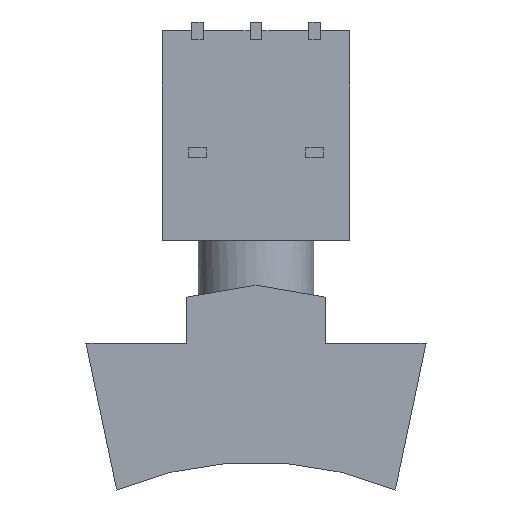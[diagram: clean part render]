
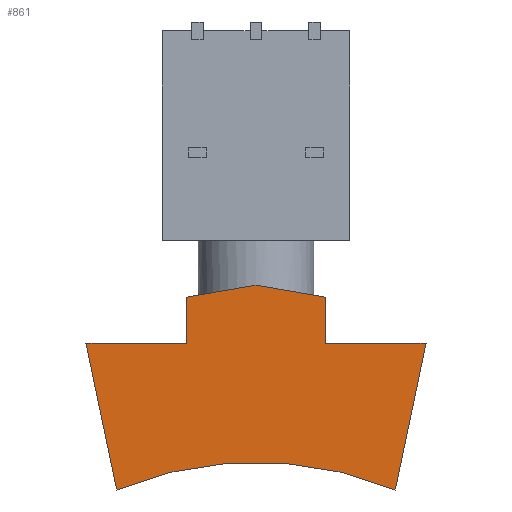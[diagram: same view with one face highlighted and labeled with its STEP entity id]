
A CAD part, front view. The second image highlights one B-rep face of the part: STEP entity #861.
In plain terms, the highlighted planar face has unit normal (0, -1, 0).
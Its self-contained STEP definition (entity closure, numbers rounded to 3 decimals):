
#27=PLANE('',#927);
#73=FACE_OUTER_BOUND('',#119,.T.);
#119=EDGE_LOOP('',(#658,#659,#660,#661,#662,#663,#664,#665,#666));
#158=CIRCLE('',#923,15.66);
#164=LINE('',#1204,#281);
#166=LINE('',#1209,#283);
#170=LINE('',#1217,#287);
#173=LINE('',#1222,#290);
#175=LINE('',#1226,#292);
#178=LINE('',#1232,#295);
#181=LINE('',#1238,#298);
#185=LINE('',#1249,#302);
#281=VECTOR('',#980,10.);
#283=VECTOR('',#984,10.);
#287=VECTOR('',#990,10.);
#290=VECTOR('',#995,10.);
#292=VECTOR('',#999,10.);
#295=VECTOR('',#1004,10.);
#298=VECTOR('',#1009,10.);
#302=VECTOR('',#1021,10.);
#403=VERTEX_POINT('',#1201);
#404=VERTEX_POINT('',#1203);
#405=VERTEX_POINT('',#1207);
#406=VERTEX_POINT('',#1208);
#409=VERTEX_POINT('',#1216);
#411=VERTEX_POINT('',#1225);
#413=VERTEX_POINT('',#1231);
#415=VERTEX_POINT('',#1237);
#417=VERTEX_POINT('',#1243);
#487=EDGE_CURVE('',#404,#403,#164,.T.);
#489=EDGE_CURVE('',#405,#406,#166,.T.);
#493=EDGE_CURVE('',#406,#409,#170,.T.);
#496=EDGE_CURVE('',#409,#404,#173,.T.);
#498=EDGE_CURVE('',#411,#403,#175,.T.);
#501=EDGE_CURVE('',#413,#411,#178,.T.);
#504=EDGE_CURVE('',#415,#413,#181,.T.);
#507=EDGE_CURVE('',#415,#417,#158,.T.);
#510=EDGE_CURVE('',#405,#417,#185,.T.);
#658=ORIENTED_EDGE('',*,*,#510,.F.);
#659=ORIENTED_EDGE('',*,*,#489,.T.);
#660=ORIENTED_EDGE('',*,*,#493,.T.);
#661=ORIENTED_EDGE('',*,*,#496,.T.);
#662=ORIENTED_EDGE('',*,*,#487,.T.);
#663=ORIENTED_EDGE('',*,*,#498,.F.);
#664=ORIENTED_EDGE('',*,*,#501,.F.);
#665=ORIENTED_EDGE('',*,*,#504,.F.);
#666=ORIENTED_EDGE('',*,*,#507,.T.);
#861=ADVANCED_FACE('',(#73),#27,.F.);
#923=AXIS2_PLACEMENT_3D('',#1244,#1014,#1015);
#927=AXIS2_PLACEMENT_3D('',#1252,#1025,#1026);
#980=DIRECTION('',(-0.985,0.,-0.171));
#984=DIRECTION('',(-1.,0.,0.));
#990=DIRECTION('',(0.,0.,1.));
#995=DIRECTION('',(-0.985,0.,0.171));
#999=DIRECTION('',(0.,0.,1.));
#1004=DIRECTION('',(1.,0.,0.));
#1009=DIRECTION('',(-0.205,0.,0.979));
#1014=DIRECTION('center_axis',(0.,1.,0.));
#1015=DIRECTION('ref_axis',(1.,0.,0.));
#1021=DIRECTION('',(-0.205,0.,-0.979));
#1025=DIRECTION('center_axis',(0.,1.,0.));
#1026=DIRECTION('ref_axis',(1.,0.,0.));
#1201=CARTESIAN_POINT('',(-3.,0.,-11.54));
#1203=CARTESIAN_POINT('',(0.,0.,-11.02));
#1204=CARTESIAN_POINT('',(0.,0.,-11.02));
#1207=CARTESIAN_POINT('',(7.365,0.,-13.54));
#1208=CARTESIAN_POINT('',(3.,0.,-13.54));
#1209=CARTESIAN_POINT('',(7.365,0.,-13.54));
#1216=CARTESIAN_POINT('',(3.,0.,-11.54));
#1217=CARTESIAN_POINT('',(3.,0.,-13.54));
#1222=CARTESIAN_POINT('',(3.,0.,-11.54));
#1225=CARTESIAN_POINT('',(-3.,0.,-13.54));
#1226=CARTESIAN_POINT('',(-3.,0.,-13.54));
#1231=CARTESIAN_POINT('',(-7.365,0.,-13.54));
#1232=CARTESIAN_POINT('',(-7.365,0.,-13.54));
#1237=CARTESIAN_POINT('',(-6.035,0.,-19.89));
#1238=CARTESIAN_POINT('',(-6.035,0.,-19.89));
#1243=CARTESIAN_POINT('',(6.035,0.,-19.89));
#1244=CARTESIAN_POINT('Origin',(0.,0.,-34.34));
#1249=CARTESIAN_POINT('',(7.365,0.,-13.54));
#1252=CARTESIAN_POINT('Origin',(0.,0.,-15.455));
